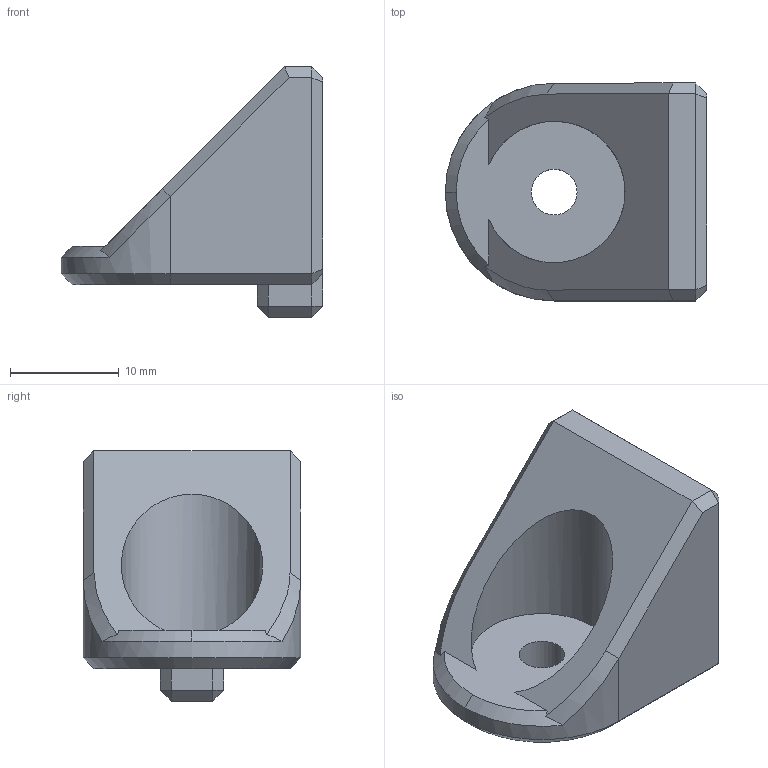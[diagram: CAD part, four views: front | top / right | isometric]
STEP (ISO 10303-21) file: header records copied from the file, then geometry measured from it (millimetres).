
FILE_DESCRIPTION(('FreeCAD Model'),'2;1');
FILE_NAME('Open CASCADE Shape Model','2022-11-11T20:39:51',('Author'),( ''),'Open CASCADE STEP processor 7.5','FreeCAD','Unknown');
FILE_SCHEMA(('AUTOMOTIVE_DESIGN { 1 0 10303 214 1 1 1 1 }'));
Length unit declared in the file: millimetre
Products named in the file (1): endstop.adjustment
Bounding box: 24 x 20 x 23 mm (x, y, z)
Volume: 4540.6 mm3; surface area: 2144.5 mm2
Topology: 1 solids, 1 shells, 46 faces, 108 edges, 64 vertices
Faces by surface type: plane 38, cylinder 3, cone 3, bspline 2
Full cylindrical faces by diameter (mm): 4.2 x1
Entity records: 3029 total; most frequent: CARTESIAN_POINT 875, DIRECTION 374, LINE 248, VECTOR 248, ORIENTED_EDGE 216, PCURVE 216, DEFINITIONAL_REPRESENTATION 216, EDGE_CURVE 108
